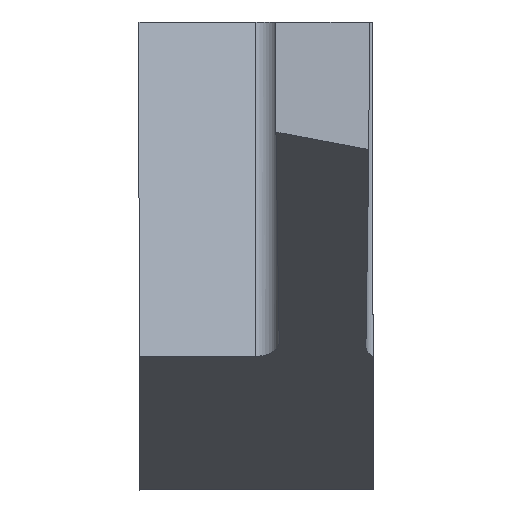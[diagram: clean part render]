
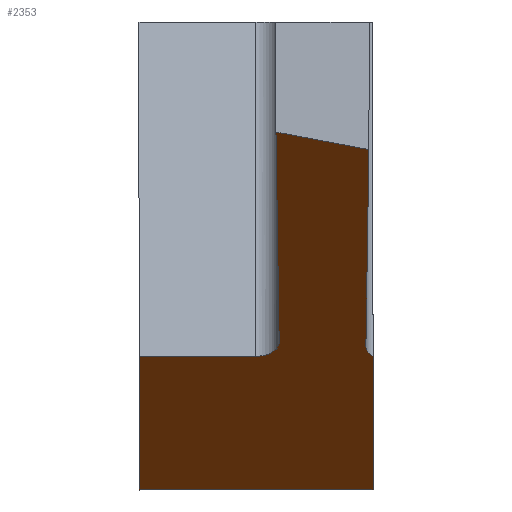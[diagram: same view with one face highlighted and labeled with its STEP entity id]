
A CAD part, front view. The second image highlights one B-rep face of the part: STEP entity #2353.
In plain terms, the highlighted planar face has unit normal (0, -0.574, -0.819).
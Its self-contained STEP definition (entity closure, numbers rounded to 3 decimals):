
#94=CARTESIAN_POINT('',(3.,4.107,-4.287));
#95=VERTEX_POINT('',#94);
#108=CARTESIAN_POINT('',(3.,4.107,-4.287));
#109=DIRECTION('',(0.,0.819,-0.574));
#110=VECTOR('',#109,2.987);
#111=LINE('',#108,#110);
#112=CARTESIAN_POINT('',(3.,6.554,-6.));
#113=VERTEX_POINT('',#112);
#114=EDGE_CURVE('',#95,#113,#111,.T.);
#1294=CARTESIAN_POINT('',(2.947,0.32,-1.635));
#1295=VERTEX_POINT('',#1294);
#1319=CARTESIAN_POINT('',(2.909,3.92,-4.156));
#1320=VERTEX_POINT('',#1319);
#1331=CARTESIAN_POINT('',(2.909,3.92,-4.156));
#1332=DIRECTION('',(0.009,-0.819,0.574));
#1333=VECTOR('',#1332,4.395);
#1334=LINE('',#1331,#1333);
#1335=EDGE_CURVE('',#1320,#1295,#1334,.T.);
#1365=CARTESIAN_POINT('',(0.,4.107,-4.287));
#1366=VERTEX_POINT('',#1365);
#1390=CARTESIAN_POINT('',(1.497,4.107,-4.287));
#1391=VERTEX_POINT('',#1390);
#1402=CARTESIAN_POINT('',(1.497,4.107,-4.287));
#1403=DIRECTION('',(-1.,0.,0.));
#1404=VECTOR('',#1403,1.497);
#1405=LINE('',#1402,#1404);
#1406=EDGE_CURVE('',#1391,#1366,#1405,.T.);
#1436=CARTESIAN_POINT('',(1.797,3.848,-4.105));
#1437=VERTEX_POINT('',#1436);
#1448=CARTESIAN_POINT('',(1.797,3.848,-4.105));
#1449=CARTESIAN_POINT('',(1.799,3.999,-4.211));
#1450=CARTESIAN_POINT('',(1.674,4.107,-4.287));
#1451=CARTESIAN_POINT('',(1.497,4.107,-4.287));
#1452=(BOUNDED_CURVE()B_SPLINE_CURVE(3,(#1448,#1449,#1450,#1451),.UNSPECIFIED.,.F.,.F.)B_SPLINE_CURVE_WITH_KNOTS((4,4),(0.,1.),.UNSPECIFIED.)CURVE()GEOMETRIC_REPRESENTATION_ITEM()RATIONAL_B_SPLINE_CURVE((1.,0.803,0.803,1.))REPRESENTATION_ITEM('')
);
#1453=EDGE_CURVE('',#1437,#1391,#1452,.T.);
#1501=CARTESIAN_POINT('',(1.756,0.001,-1.412));
#1502=VERTEX_POINT('',#1501);
#1513=CARTESIAN_POINT('',(1.756,0.001,-1.412));
#1514=DIRECTION('',(0.009,0.819,-0.574));
#1515=VECTOR('',#1514,4.696);
#1516=LINE('',#1513,#1515);
#1517=EDGE_CURVE('',#1502,#1437,#1516,.T.);
#1570=CARTESIAN_POINT('',(1.756,0.001,-1.412));
#1571=DIRECTION('',(0.95,0.255,-0.178));
#1572=VECTOR('',#1571,1.253);
#1573=LINE('',#1570,#1572);
#1574=EDGE_CURVE('',#1502,#1295,#1573,.T.);
#2150=CARTESIAN_POINT('',(3.,6.554,-6.));
#2151=DIRECTION('',(-1.,0.,0.));
#2152=VECTOR('',#2151,3.);
#2153=LINE('',#2150,#2152);
#2154=CARTESIAN_POINT('',(0.,6.554,-6.));
#2155=VERTEX_POINT('',#2154);
#2156=EDGE_CURVE('',#113,#2155,#2153,.T.);
#2254=CARTESIAN_POINT('',(1.9,2.782,-3.359));
#2255=DIRECTION('',(0.,0.574,0.819));
#2256=DIRECTION('',(0.,-0.47,0.329));
#2257=AXIS2_PLACEMENT_3D('',#2254,#2255,#2256);
#2258=PLANE('',#2257);
#2259=ORIENTED_EDGE('Edge 380',*,*,#2156,.F.);
#2268=CARTESIAN_POINT('',(0.,4.107,-4.287));
#2269=DIRECTION('',(0.,0.819,-0.574));
#2270=VECTOR('',#2269,2.987);
#2271=LINE('',#2268,#2270);
#2272=EDGE_CURVE('',#1366,#2155,#2271,.T.);
#2273=ORIENTED_EDGE('Edge 385',*,*,#2272,.T.);
#2282=ORIENTED_EDGE('Edge 390',*,*,#1406,.T.);
#2291=ORIENTED_EDGE('Edge 395',*,*,#1453,.T.);
#2300=ORIENTED_EDGE('Edge 656',*,*,#1517,.T.);
#2309=ORIENTED_EDGE('Edge 405',*,*,#1574,.F.);
#2318=ORIENTED_EDGE('Edge 639',*,*,#1335,.T.);
#2327=CARTESIAN_POINT('',(3.,4.107,-4.287));
#2328=CARTESIAN_POINT('',(2.94,4.058,-4.252));
#2329=CARTESIAN_POINT('',(2.908,3.992,-4.206));
#2330=CARTESIAN_POINT('',(2.909,3.92,-4.156));
#2331=(BOUNDED_CURVE()B_SPLINE_CURVE(3,(#2327,#2328,#2329,#2330),.UNSPECIFIED.,.F.,.F.)B_SPLINE_CURVE_WITH_KNOTS((4,4),(0.,1.),.UNSPECIFIED.)CURVE()GEOMETRIC_REPRESENTATION_ITEM()RATIONAL_B_SPLINE_CURVE((1.,0.946,0.946,1.))REPRESENTATION_ITEM('')
);
#2332=EDGE_CURVE('',#95,#1320,#2331,.T.);
#2333=ORIENTED_EDGE('Edge 415',*,*,#2332,.T.);
#2342=ORIENTED_EDGE('Edge 420',*,*,#114,.F.);
#2351=EDGE_LOOP('',(#2342,#2333,#2318,#2309,#2300,#2291,#2282,#2273,#2259));
#2352=FACE_OUTER_BOUND('Loop 421',#2351,.T.);
#2353=ADVANCED_FACE('Face 422',(#2352),#2258,.F.);
